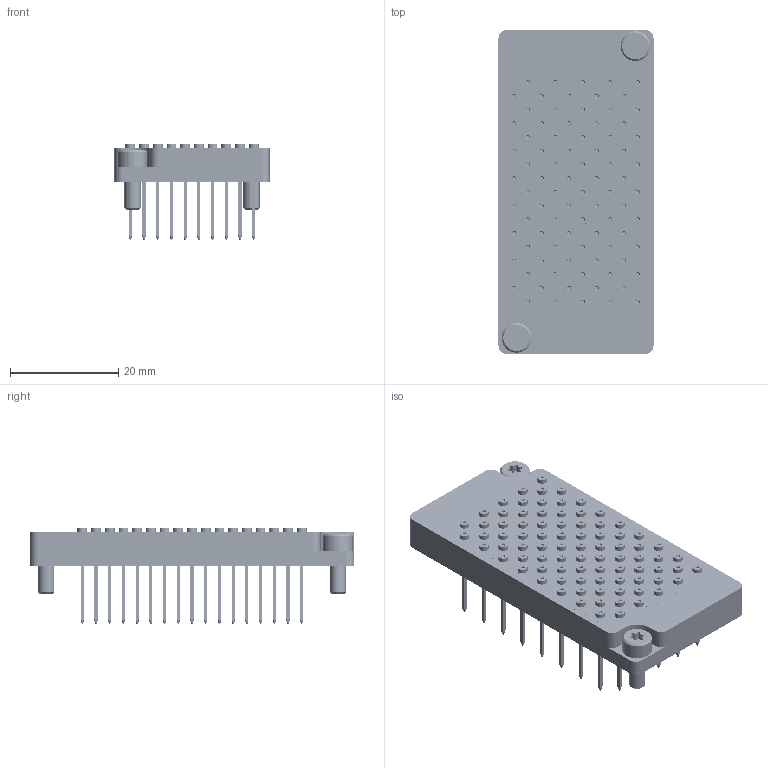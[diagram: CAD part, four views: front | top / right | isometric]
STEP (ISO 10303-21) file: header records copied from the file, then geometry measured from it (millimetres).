
FILE_DESCRIPTION (( 'STEP AP214' ), '1' );
FILE_NAME ('INGUN_44271.STEP', '2023-01-13T09:51:46', ( '' ), ( '' ), 'SwSTEP 2.0', 'SolidWorks 2021', '' );
FILE_SCHEMA (( 'AUTOMOTIVE_DESIGN' ));
Length unit declared in the file: millimetre
Products named in the file (6): INGUN_44271; INFO_4615~0_S; DIN912~n_M03,0x008; 44272~4_S; 44272~4; KT-Master__ADA~kt_KT-158 06
Assembly tree (90 placements, depth 3):
  INGUN_44271
    44272~4_S
      44272~4
      INFO_4615~0_S
    KT-Master__ADA~kt_KT-158 06  x85
    DIN912~n_M03,0x008  x2
Bounding box: 28.7 x 60 x 17.8 mm (x, y, z)
Volume: 10995.2 mm3; surface area: 12365 mm2
Topology: 208 solids, 208 shells, 3745 faces, 8437 edges, 5197 vertices
Faces by surface type: cylinder 1246, plane 1158, cone 1028, torus 170, bspline 143
Entity records: 35908 total; most frequent: CARTESIAN_POINT 13094, ORIENTED_EDGE 3624, DIRECTION 3246, EDGE_CURVE 1812, VERTEX_POINT 1203, AXIS2_PLACEMENT_3D 1091, VECTOR 1064, LINE 1064
